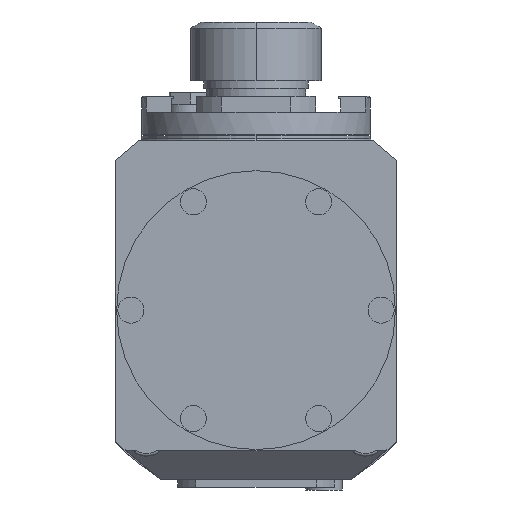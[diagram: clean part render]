
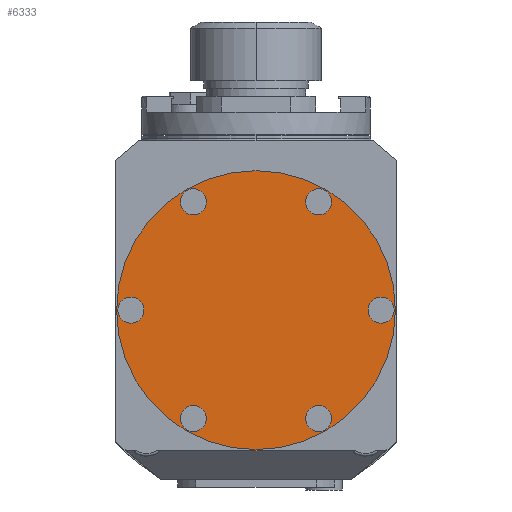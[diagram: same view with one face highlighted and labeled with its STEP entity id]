
A CAD part, left-side view. The second image highlights one B-rep face of the part: STEP entity #6333.
In plain terms, the highlighted planar face has unit normal (-1, 0, 0).
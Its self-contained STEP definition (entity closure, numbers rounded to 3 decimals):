
#683=CARTESIAN_POINT('',(-138.,0.,0.));
#684=DIRECTION('',(-1.,0.,0.));
#685=DIRECTION('',(0.,0.,1.));
#686=AXIS2_PLACEMENT_3D('',#683,#684,#685);
#692=CARTESIAN_POINT('',(-138.,0.,0.));
#693=DIRECTION('',(1.,0.,0.));
#694=DIRECTION('',(0.,0.,1.));
#695=AXIS2_PLACEMENT_3D('',#692,#693,#694);
#701=CARTESIAN_POINT('',(-138.,-24.,41.569));
#702=DIRECTION('',(1.,0.,0.));
#703=DIRECTION('',(0.,0.,1.));
#704=AXIS2_PLACEMENT_3D('',#701,#702,#703);
#706=CARTESIAN_POINT('',(-138.,-24.,41.569));
#707=DIRECTION('',(1.,0.,0.));
#708=DIRECTION('',(0.,0.,-1.));
#709=AXIS2_PLACEMENT_3D('',#706,#707,#708);
#711=CARTESIAN_POINT('',(-138.,24.,41.569));
#712=DIRECTION('',(1.,0.,0.));
#713=DIRECTION('',(0.,0.,1.));
#714=AXIS2_PLACEMENT_3D('',#711,#712,#713);
#716=CARTESIAN_POINT('',(-138.,24.,41.569));
#717=DIRECTION('',(1.,0.,0.));
#718=DIRECTION('',(0.,0.,-1.));
#719=AXIS2_PLACEMENT_3D('',#716,#717,#718);
#721=CARTESIAN_POINT('',(-138.,48.,0.));
#722=DIRECTION('',(1.,0.,0.));
#723=DIRECTION('',(0.,0.,1.));
#724=AXIS2_PLACEMENT_3D('',#721,#722,#723);
#726=CARTESIAN_POINT('',(-138.,48.,0.));
#727=DIRECTION('',(1.,0.,0.));
#728=DIRECTION('',(0.,0.,-1.));
#729=AXIS2_PLACEMENT_3D('',#726,#727,#728);
#731=CARTESIAN_POINT('',(-138.,24.,-41.569));
#732=DIRECTION('',(1.,0.,0.));
#733=DIRECTION('',(0.,0.,1.));
#734=AXIS2_PLACEMENT_3D('',#731,#732,#733);
#736=CARTESIAN_POINT('',(-138.,24.,-41.569));
#737=DIRECTION('',(1.,0.,0.));
#738=DIRECTION('',(0.,0.,-1.));
#739=AXIS2_PLACEMENT_3D('',#736,#737,#738);
#741=CARTESIAN_POINT('',(-138.,-24.,-41.569));
#742=DIRECTION('',(1.,0.,0.));
#743=DIRECTION('',(0.,0.,1.));
#744=AXIS2_PLACEMENT_3D('',#741,#742,#743);
#746=CARTESIAN_POINT('',(-138.,-24.,-41.569));
#747=DIRECTION('',(1.,0.,0.));
#748=DIRECTION('',(0.,0.,-1.));
#749=AXIS2_PLACEMENT_3D('',#746,#747,#748);
#751=CARTESIAN_POINT('',(-138.,-48.,0.));
#752=DIRECTION('',(1.,0.,0.));
#753=DIRECTION('',(0.,0.,1.));
#754=AXIS2_PLACEMENT_3D('',#751,#752,#753);
#756=CARTESIAN_POINT('',(-138.,-48.,0.));
#757=DIRECTION('',(1.,0.,0.));
#758=DIRECTION('',(0.,0.,-1.));
#759=AXIS2_PLACEMENT_3D('',#756,#757,#758);
#5247=CARTESIAN_POINT('',(-138.,0.,53.5));
#5248=CARTESIAN_POINT('',(-138.,0.,-53.5));
#5249=VERTEX_POINT('',#5247);
#5250=VERTEX_POINT('',#5248);
#5259=CARTESIAN_POINT('',(-138.,-24.,46.569));
#5260=CARTESIAN_POINT('',(-138.,-24.,36.569));
#5261=VERTEX_POINT('',#5259);
#5262=VERTEX_POINT('',#5260);
#5267=CARTESIAN_POINT('',(-138.,24.,46.569));
#5268=CARTESIAN_POINT('',(-138.,24.,36.569));
#5269=VERTEX_POINT('',#5267);
#5270=VERTEX_POINT('',#5268);
#5275=CARTESIAN_POINT('',(-138.,48.,5.));
#5276=CARTESIAN_POINT('',(-138.,48.,-5.));
#5277=VERTEX_POINT('',#5275);
#5278=VERTEX_POINT('',#5276);
#5283=CARTESIAN_POINT('',(-138.,24.,-36.569));
#5284=CARTESIAN_POINT('',(-138.,24.,-46.569));
#5285=VERTEX_POINT('',#5283);
#5286=VERTEX_POINT('',#5284);
#5291=CARTESIAN_POINT('',(-138.,-24.,-36.569));
#5292=CARTESIAN_POINT('',(-138.,-24.,-46.569));
#5293=VERTEX_POINT('',#5291);
#5294=VERTEX_POINT('',#5292);
#5299=CARTESIAN_POINT('',(-138.,-48.,5.));
#5300=CARTESIAN_POINT('',(-138.,-48.,-5.));
#5301=VERTEX_POINT('',#5299);
#5302=VERTEX_POINT('',#5300);
#6288=CARTESIAN_POINT('',(-138.,0.,0.));
#6289=DIRECTION('',(-1.,0.,0.));
#6290=DIRECTION('',(0.,0.,-1.));
#6291=AXIS2_PLACEMENT_3D('',#6288,#6289,#6290);
#6292=PLANE('',#6291);
#6293=ORIENTED_EDGE('',*,*,#6282,.T.);
#6294=ORIENTED_EDGE('',*,*,#6268,.F.);
#6295=EDGE_LOOP('',(#6293,#6294));
#6296=FACE_OUTER_BOUND('',#6295,.F.);
#6298=ORIENTED_EDGE('',*,*,#6297,.F.);
#6300=ORIENTED_EDGE('',*,*,#6299,.F.);
#6301=EDGE_LOOP('',(#6298,#6300));
#6302=FACE_BOUND('',#6301,.F.);
#6304=ORIENTED_EDGE('',*,*,#6303,.F.);
#6306=ORIENTED_EDGE('',*,*,#6305,.F.);
#6307=EDGE_LOOP('',(#6304,#6306));
#6308=FACE_BOUND('',#6307,.F.);
#6310=ORIENTED_EDGE('',*,*,#6309,.F.);
#6312=ORIENTED_EDGE('',*,*,#6311,.F.);
#6313=EDGE_LOOP('',(#6310,#6312));
#6314=FACE_BOUND('',#6313,.F.);
#6316=ORIENTED_EDGE('',*,*,#6315,.F.);
#6318=ORIENTED_EDGE('',*,*,#6317,.F.);
#6319=EDGE_LOOP('',(#6316,#6318));
#6320=FACE_BOUND('',#6319,.F.);
#6322=ORIENTED_EDGE('',*,*,#6321,.F.);
#6324=ORIENTED_EDGE('',*,*,#6323,.F.);
#6325=EDGE_LOOP('',(#6322,#6324));
#6326=FACE_BOUND('',#6325,.F.);
#6328=ORIENTED_EDGE('',*,*,#6327,.F.);
#6330=ORIENTED_EDGE('',*,*,#6329,.F.);
#6331=EDGE_LOOP('',(#6328,#6330));
#6332=FACE_BOUND('',#6331,.F.);
#6333=ADVANCED_FACE('',(#6296,#6302,#6308,#6314,#6320,#6326,#6332),#6292,.T.);
#687=CIRCLE('',#686,53.5);
#696=CIRCLE('',#695,53.5);
#705=CIRCLE('',#704,5.);
#710=CIRCLE('',#709,5.);
#715=CIRCLE('',#714,5.);
#720=CIRCLE('',#719,5.);
#725=CIRCLE('',#724,5.);
#730=CIRCLE('',#729,5.);
#735=CIRCLE('',#734,5.);
#740=CIRCLE('',#739,5.);
#745=CIRCLE('',#744,5.);
#750=CIRCLE('',#749,5.);
#755=CIRCLE('',#754,5.);
#760=CIRCLE('',#759,5.);
#6268=EDGE_CURVE('',#5249,#5250,#687,.T.);
#6282=EDGE_CURVE('',#5249,#5250,#696,.T.);
#6297=EDGE_CURVE('',#5261,#5262,#705,.T.);
#6299=EDGE_CURVE('',#5262,#5261,#710,.T.);
#6303=EDGE_CURVE('',#5269,#5270,#715,.T.);
#6305=EDGE_CURVE('',#5270,#5269,#720,.T.);
#6309=EDGE_CURVE('',#5277,#5278,#725,.T.);
#6311=EDGE_CURVE('',#5278,#5277,#730,.T.);
#6315=EDGE_CURVE('',#5285,#5286,#735,.T.);
#6317=EDGE_CURVE('',#5286,#5285,#740,.T.);
#6321=EDGE_CURVE('',#5293,#5294,#745,.T.);
#6323=EDGE_CURVE('',#5294,#5293,#750,.T.);
#6327=EDGE_CURVE('',#5301,#5302,#755,.T.);
#6329=EDGE_CURVE('',#5302,#5301,#760,.T.);
